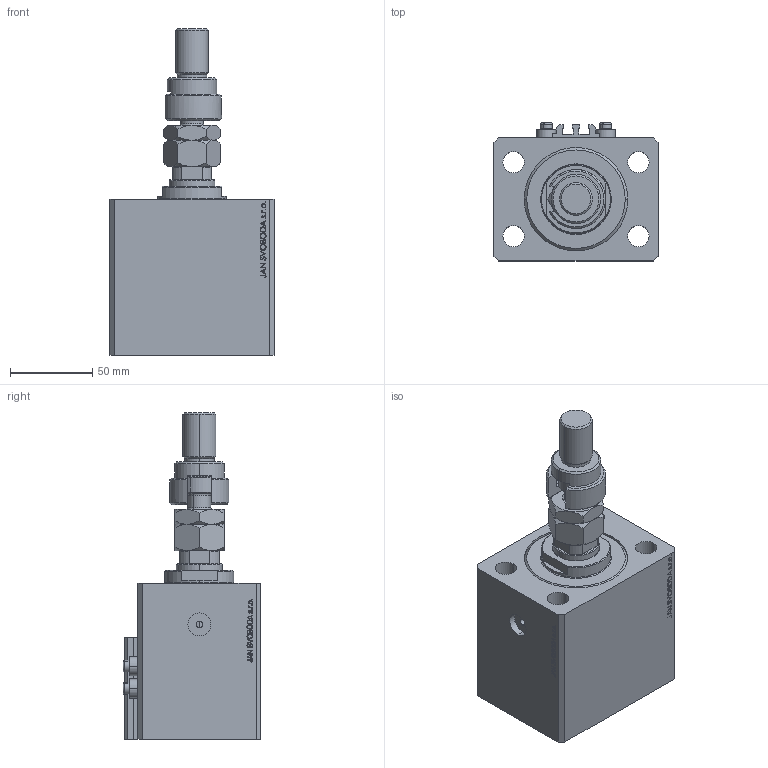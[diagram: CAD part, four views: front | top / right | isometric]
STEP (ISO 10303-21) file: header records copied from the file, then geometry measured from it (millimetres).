
FILE_DESCRIPTION (( 'STEP AP203' ), '1' );
FILE_NAME ('a32a.STEP', '2023-10-07T15:57:53', ( '' ), ( '' ), 'SwSTEP 2.0', 'SolidWorks 2019', '' );
FILE_SCHEMA (( 'CONFIG_CONTROL_DESIGN' ));
Length unit declared in the file: millimetre
Products named in the file (8): DFA 41e8569fbf0bd65330be40403bb7b1e0; V250CE_C_VCP 41e8569fbf0bd65330be40403bb7b1e0; FEMALE_PART_FOR_DFA 41e8569fbf0bd65330be40403bb7b1e0; V250CE_C_Body 41e8569fbf0bd65330be40403bb7b1e0; V250CE_VC_C 41e8569fbf0bd65330be40403bb7b1e0; ALLEN BOLT V250CE 41e8569fbf0bd65330be40403bb7b1e0; a32a; MFA 41e8569fbf0bd65330be40403bb7b1e0
Assembly tree (10 placements, depth 3):
  a32a
    V250CE_C_Body 41e8569fbf0bd65330be40403bb7b1e0
    ALLEN BOLT V250CE 41e8569fbf0bd65330be40403bb7b1e0  x4
    V250CE_C_VCP 41e8569fbf0bd65330be40403bb7b1e0
    V250CE_VC_C 41e8569fbf0bd65330be40403bb7b1e0
    DFA 41e8569fbf0bd65330be40403bb7b1e0
      FEMALE_PART_FOR_DFA 41e8569fbf0bd65330be40403bb7b1e0
      MFA 41e8569fbf0bd65330be40403bb7b1e0
Bounding box: 100 x 84 x 199 mm (x, y, z)
Volume: 696555.6 mm3; surface area: 130719.1 mm2
Topology: 10 solids, 10 shells, 1123 faces, 2792 edges, 1811 vertices
Faces by surface type: plane 532, bspline 374, cylinder 101, cone 98, torus 18
Entity records: 50193 total; most frequent: CARTESIAN_POINT 26633, ORIENTED_EDGE 5274, DIRECTION 3435, EDGE_CURVE 2637, VERTEX_POINT 1727, VECTOR 1549, LINE 1549, EDGE_LOOP 1176
